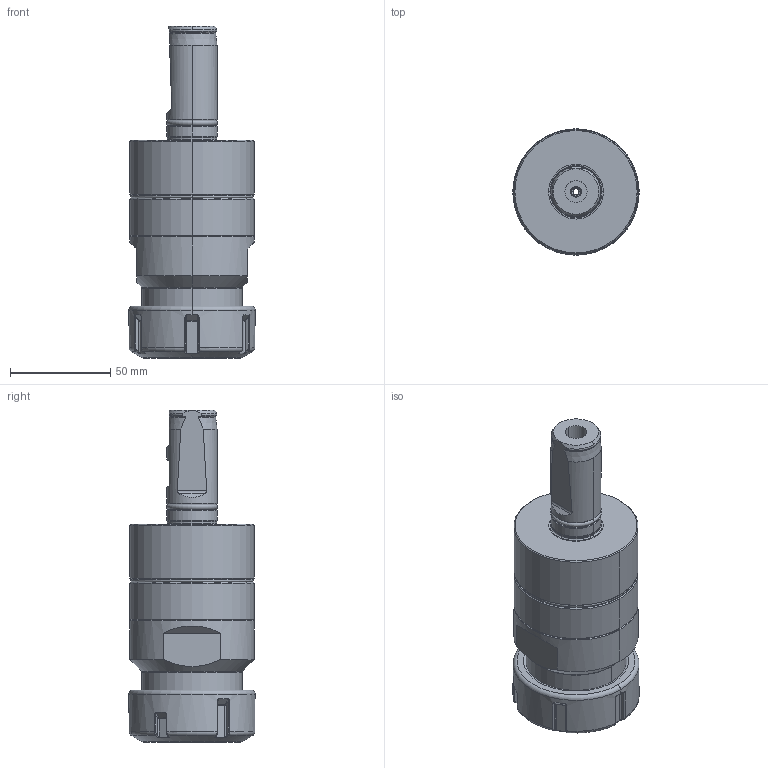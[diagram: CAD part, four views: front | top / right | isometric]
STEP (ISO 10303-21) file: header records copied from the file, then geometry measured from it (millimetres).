
FILE_DESCRIPTION((''),'2;1');
FILE_NAME('120_16_2540','2020-09-22T',('103090'),(''),'CREO PARAMETRIC BY PTC INC, 2016260','CREO PARAMETRIC BY PTC INC, 2016260','');
FILE_SCHEMA(('CONFIG_CONTROL_DESIGN'));
Length unit declared in the file: millimetre
Products named in the file (1): 120_16_2540
Bounding box: 62.9 x 62.9 x 165.5 mm (x, y, z)
Volume: 270618.1 mm3; surface area: 46079 mm2
Topology: 3 solids, 3 shells, 296 faces, 693 edges, 414 vertices
Faces by surface type: plane 72, cylinder 69, bspline 58, torus 49, cone 36, sphere 12
Entity records: 11255 total; most frequent: CARTESIAN_POINT 4869, ORIENTED_EDGE 1386, DIRECTION 1210, EDGE_CURVE 693, AXIS2_PLACEMENT_3D 486, VERTEX_POINT 414, EDGE_LOOP 313, FACE_OUTER_BOUND 296
